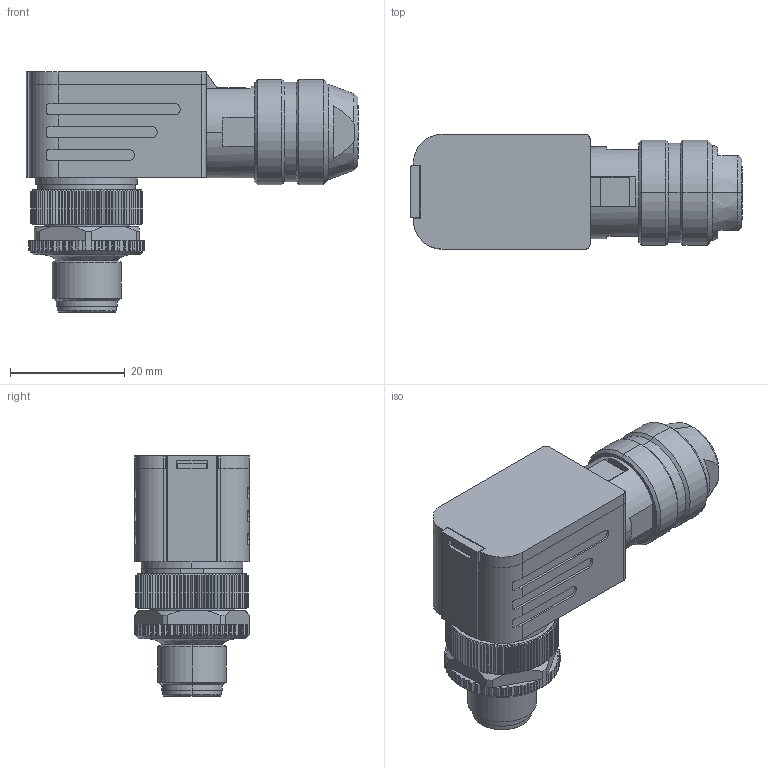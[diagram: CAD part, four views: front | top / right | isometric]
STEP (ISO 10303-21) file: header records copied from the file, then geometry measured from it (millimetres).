
FILE_DESCRIPTION (( 'STEP AP214' ), '1' );
FILE_NAME ('M12FT8AM90S.STEP', '2019-02-28T15:41:31', ( '' ), ( '' ), 'SwSTEP 2.0', 'SolidWorks 2017', '' );
FILE_SCHEMA (( 'AUTOMOTIVE_DESIGN' ));
Length unit declared in the file: millimetre
Products named in the file (1): M12FT8AM90S
Bounding box: 57.9 x 20.2 x 41.9 mm (x, y, z)
Volume: 10983.8 mm3; surface area: 16676 mm2
Topology: 9 solids, 9 shells, 1180 faces, 2949 edges, 1807 vertices
Faces by surface type: plane 535, cylinder 352, cone 245, torus 34, bspline 14
Entity records: 36483 total; most frequent: CARTESIAN_POINT 8944, ORIENTED_EDGE 5898, DIRECTION 5551, EDGE_CURVE 2949, AXIS2_PLACEMENT_3D 2124, VERTEX_POINT 1807, LINE 1303, VECTOR 1303
